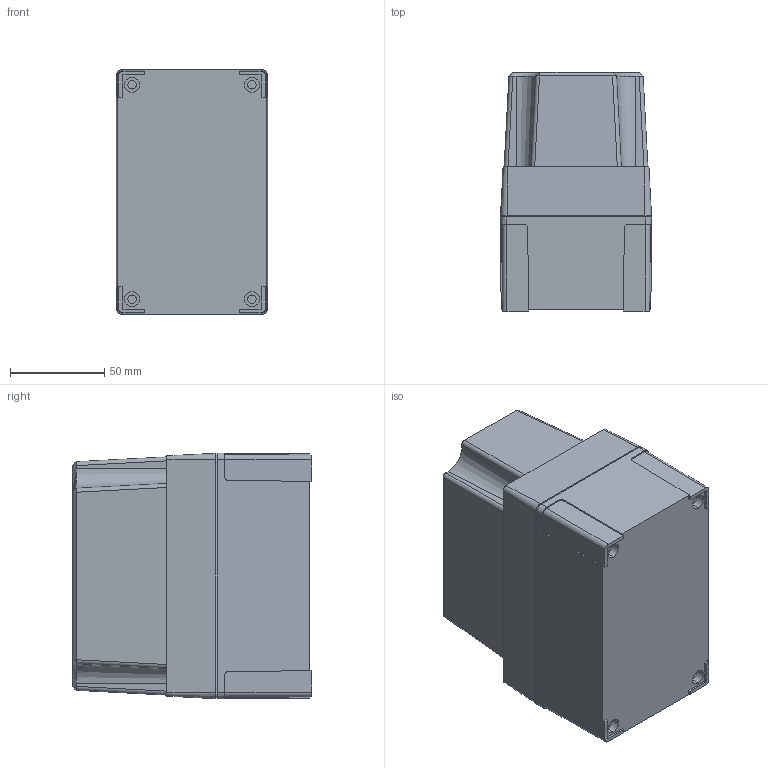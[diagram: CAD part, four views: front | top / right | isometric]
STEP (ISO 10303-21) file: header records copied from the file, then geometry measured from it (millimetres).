
FILE_DESCRIPTION (( 'STEP AP214' ), '1' );
FILE_NAME ('6011304_FIBOX_MNX_PC_100_125_HG.STEP', '2023-02-16T11:18:18', ( '' ), ( '' ), 'SwSTEP 2.0', 'SolidWorks 2021', '' );
FILE_SCHEMA (( 'AUTOMOTIVE_DESIGN' ));
Length unit declared in the file: millimetre
Products named in the file (4): FIBOX_MNX10075C; 6011304_FIBOX_MNX_PC_100_125_HG; FIBOX_MNXSS14551H; FIBOX_MNX100HB
Assembly tree (6 placements, depth 2):
  6011304_FIBOX_MNX_PC_100_125_HG
    FIBOX_MNX100HB
    FIBOX_MNX10075C
    FIBOX_MNXSS14551H  x4
Bounding box: 80.1 x 126.6 x 130.1 mm (x, y, z)
Volume: 220140.8 mm3; surface area: 148851.6 mm2
Topology: 6 solids, 6 shells, 529 faces, 1326 edges, 873 vertices
Faces by surface type: plane 319, cylinder 160, cone 48, bspline 2
Entity records: 15673 total; most frequent: CARTESIAN_POINT 4640, DIRECTION 2281, ORIENTED_EDGE 2244, EDGE_CURVE 1122, AXIS2_PLACEMENT_3D 804, VERTEX_POINT 741, LINE 673, VECTOR 673
